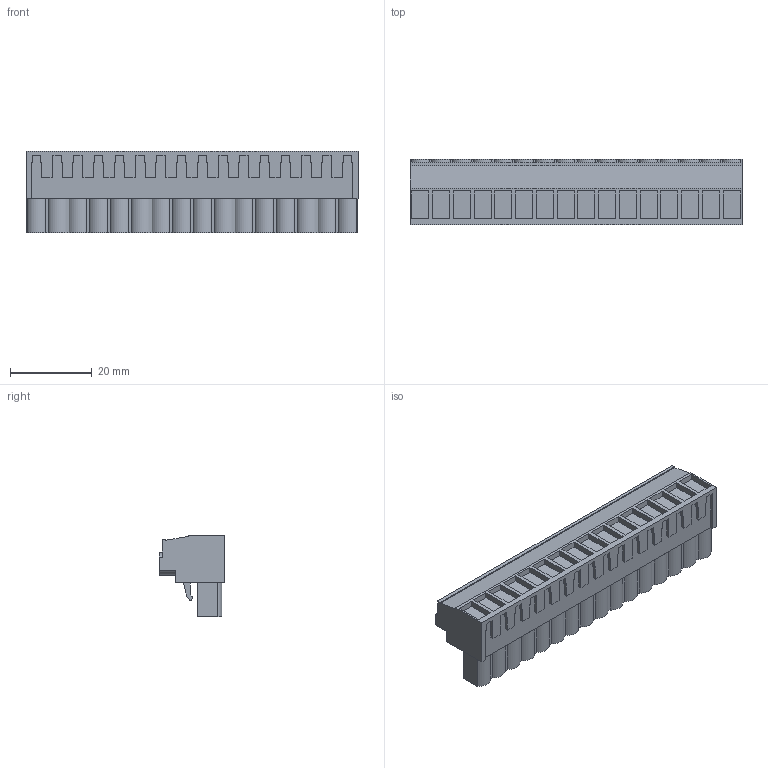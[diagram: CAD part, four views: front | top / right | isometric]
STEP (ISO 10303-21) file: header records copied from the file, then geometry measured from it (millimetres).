
FILE_DESCRIPTION(('CATIA V5 STEP','CAx-IF Rec.Pracs.--- Model Styling and Organization---1.2---2011-12-15'),'2;1');
FILE_NAME ('D1459880_0_1943720000_1943720000.stp','2017-05-20T10:43:44+00:00',('none'),('Weidmueller'),'CATIA Version 5-6 Release 2014','CATIA V5 STEP AP214','none');
FILE_SCHEMA(('AUTOMOTIVE_DESIGN { 1 0 10303 214 1 1 1 1 }'));
Length unit declared in the file: millimetre
Products named in the file (1): 1943720000
Bounding box: 81.28 x 16.1 x 20.05 mm (x, y, z)
Volume: 15108.2 mm3; surface area: 9499 mm2
Topology: 17 solids, 17 shells, 1064 faces, 3009 edges, 2044 vertices
Faces by surface type: plane 916, cylinder 148
Entity records: 31538 total; most frequent: ORIENTED_EDGE 6018, CARTESIAN_POINT 5650, DIRECTION 4201, EDGE_CURVE 3009, VECTOR 2649, LINE 2649, VERTEX_POINT 2044, EDGE_LOOP 1129
